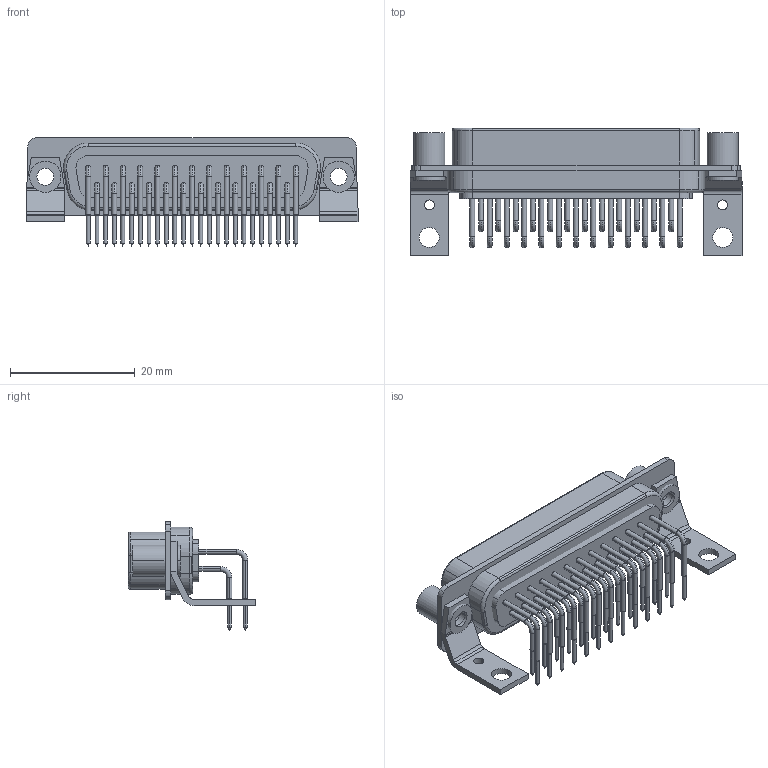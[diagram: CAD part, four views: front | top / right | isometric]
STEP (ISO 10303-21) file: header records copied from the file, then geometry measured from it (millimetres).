
FILE_DESCRIPTION((''),'2;1');
FILE_NAME('AMPHENOL_L717DFA25P1ATN.stp','2009-06-03T15:26:58',(''),(''),'Mechanical Desktop 2006','Mechanical Desktop 2006',', , ');
FILE_SCHEMA(('AUTOMOTIVE_DESIGN { 1 2 10303 214 0 1 1 1 }'));
Length unit declared in the file: millimetre
Products named in the file (1): Product
Bounding box: 53.2 x 20.4 x 17.4 mm (x, y, z)
Volume: 4159 mm3; surface area: 7433.4 mm2
Topology: 59 solids, 59 shells, 611 faces, 1538 edges, 945 vertices
Faces by surface type: cylinder 312, plane 116, cone 100, torus 58, sphere 25
Entity records: 17515 total; most frequent: DIRECTION 3444, CARTESIAN_POINT 2895, ORIENTED_EDGE 2776, AXIS2_PLACEMENT_3D 1444, EDGE_CURVE 1388, VERTEX_POINT 895, CIRCLE 832, EDGE_LOOP 635
